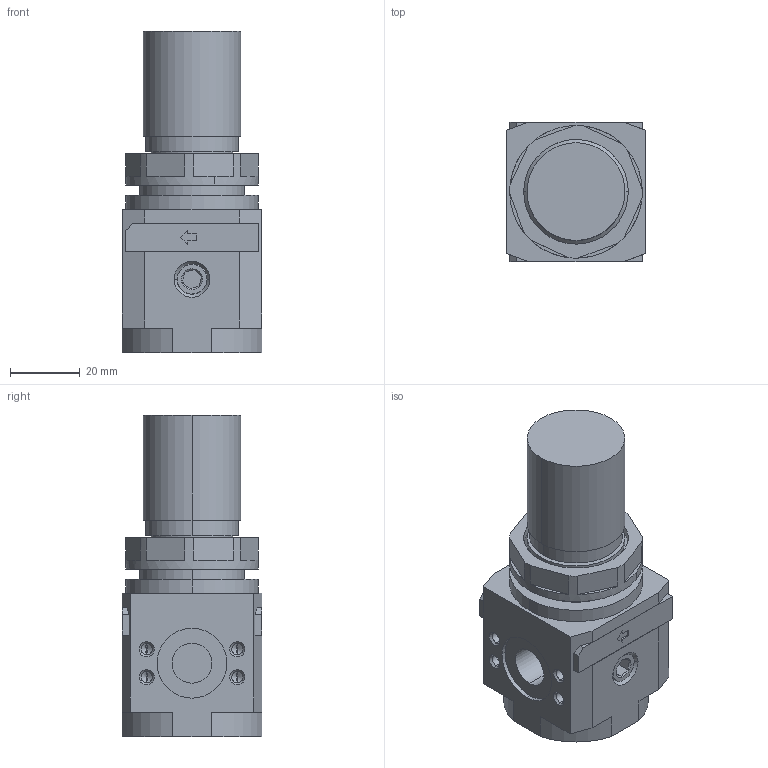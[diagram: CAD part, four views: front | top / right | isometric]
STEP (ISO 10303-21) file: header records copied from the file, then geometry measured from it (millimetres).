
FILE_DESCRIPTION((''),'2;1');
FILE_NAME('17002B_.stp','2003-06-16T14:37:04',('maffial1'),(''),'Autodesk Inventor 7','Autodesk Inventor 7','');
FILE_SCHEMA(('AUTOMOTIVE_DESIGN { 1 0 10303 214 1 1 1 1 }'));
Length unit declared in the file: millimetre
Products named in the file (4): 17002B_; 17002B_(1); RS_1701_12; RK_1701_020
Assembly tree (3 placements, depth 2):
  17002B_
    17002B_(1)
    RS_1701_12
    RK_1701_020
Bounding box: 40 x 40 x 92 mm (x, y, z)
Volume: 95569.2 mm3; surface area: 22695.5 mm2
Topology: 3 solids, 5 shells, 211 faces, 507 edges, 311 vertices
Faces by surface type: plane 73, bspline 58, cylinder 44, cone 32, torus 4
Entity records: 6504 total; most frequent: CARTESIAN_POINT 1690, ORIENTED_EDGE 974, DIRECTION 966, EDGE_CURVE 487, AXIS2_PLACEMENT_3D 331, VERTEX_POINT 311, VECTOR 304, LINE 304
